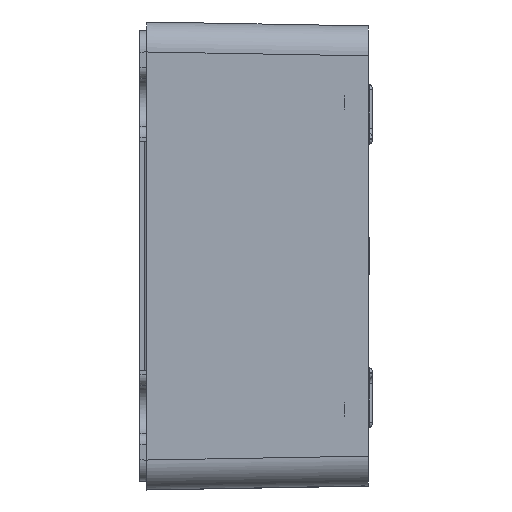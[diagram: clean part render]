
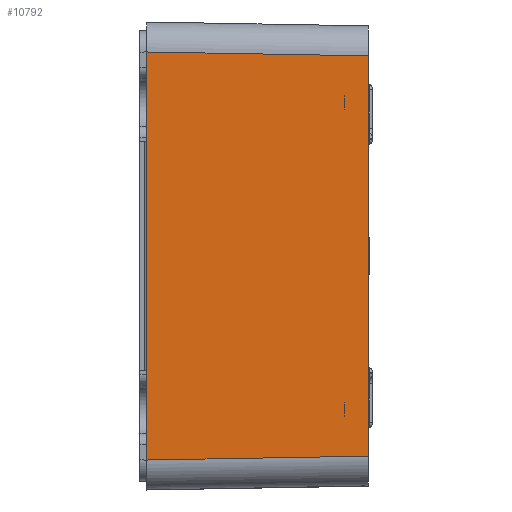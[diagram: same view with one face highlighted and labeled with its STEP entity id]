
A CAD part, left-side view. The second image highlights one B-rep face of the part: STEP entity #10792.
In plain terms, the highlighted planar face has unit normal (-1, -0.018, 0).
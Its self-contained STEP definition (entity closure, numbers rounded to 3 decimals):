
#273=DIRECTION('',(0.,0.,-1.));
#274=VECTOR('',#273,106.836);
#275=CARTESIAN_POINT('',(-179.985,-61.,53.418));
#276=LINE('',#275,#274);
#857=DIRECTION('',(0.017,-1.,-0.012));
#858=VECTOR('',#857,0.07);
#859=CARTESIAN_POINT('',(-181.019,-1.8,54.451));
#860=LINE('',#859,#858);
#861=DIRECTION('',(0.,0.,-1.));
#862=VECTOR('',#861,108.902);
#863=CARTESIAN_POINT('',(-181.019,-1.8,54.451));
#864=LINE('',#863,#862);
#865=DIRECTION('',(-0.017,1.,0.017));
#866=VECTOR('',#865,59.148);
#867=CARTESIAN_POINT('',(-179.985,-61.,53.418));
#868=LINE('',#867,#866);
#869=DIRECTION('',(0.017,-1.,0.017));
#870=VECTOR('',#869,59.148);
#871=CARTESIAN_POINT('',(-181.017,-1.87,
-54.45));
#872=LINE('',#871,#870);
#883=DIRECTION('',(-0.017,1.,-0.012));
#884=VECTOR('',#883,0.07);
#885=CARTESIAN_POINT('',(-181.017,-1.87,
-54.45));
#886=LINE('',#885,#884);
#9040=CARTESIAN_POINT('',(-179.985,-61.,53.418));
#9041=CARTESIAN_POINT('',(-179.985,-61.,-53.418));
#9042=VERTEX_POINT('',#9040);
#9043=VERTEX_POINT('',#9041);
#9064=CARTESIAN_POINT('',(-181.017,-1.87,
54.45));
#9065=VERTEX_POINT('',#9064);
#9066=CARTESIAN_POINT('',(-181.019,-1.8,54.451));
#9067=CARTESIAN_POINT('',(-181.019,-1.8,-54.451));
#9068=VERTEX_POINT('',#9066);
#9069=VERTEX_POINT('',#9067);
#9070=CARTESIAN_POINT('',(-181.017,-1.87,
-54.45));
#9071=VERTEX_POINT('',#9070);
#10777=CARTESIAN_POINT('',(-181.05,0.,-66.603));
#10778=DIRECTION('',(-1.,-0.017,0.));
#10779=DIRECTION('',(0.017,-1.,0.));
#10780=AXIS2_PLACEMENT_3D('',#10777,#10778,#10779);
#10781=PLANE('',#10780);
#10782=ORIENTED_EDGE('',*,*,#10614,.F.);
#10783=ORIENTED_EDGE('',*,*,#10772,.T.);
#10784=ORIENTED_EDGE('',*,*,#10770,.F.);
#10785=ORIENTED_EDGE('',*,*,#10343,.T.);
#10787=ORIENTED_EDGE('',*,*,#10786,.F.);
#10789=ORIENTED_EDGE('',*,*,#10788,.T.);
#10790=EDGE_LOOP('',(#10782,#10783,#10784,#10785,#10787,#10789));
#10791=FACE_OUTER_BOUND('',#10790,.F.);
#10792=ADVANCED_FACE('',(#10791),#10781,.T.);
#10343=EDGE_CURVE('',#9042,#9043,#276,.T.);
#10614=EDGE_CURVE('',#9068,#9069,#864,.T.);
#10770=EDGE_CURVE('',#9042,#9065,#868,.T.);
#10772=EDGE_CURVE('',#9068,#9065,#860,.T.);
#10786=EDGE_CURVE('',#9071,#9043,#872,.T.);
#10788=EDGE_CURVE('',#9071,#9069,#886,.T.);
